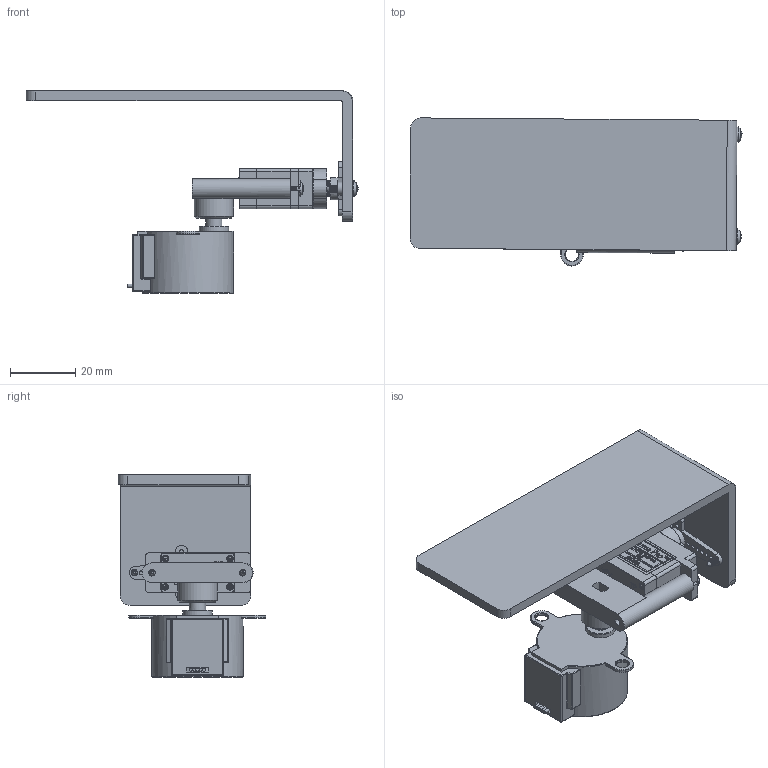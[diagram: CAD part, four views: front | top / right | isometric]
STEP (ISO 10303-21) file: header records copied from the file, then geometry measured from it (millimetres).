
FILE_DESCRIPTION(/* description */ (''),/* implementation_level */ '2;1');
FILE_NAME(/* name */ 'solar tracker v5.step',/* time_stamp */ '2022-03-11T01:51:50+01:00',/* author */ (''),/* organization */ (''),/* preprocessor_version */ 'ST-DEVELOPER v18.1',/* originating_system */ 'Autodesk Translation Framework v10.13.0.1454',/* authorisation */ '');
FILE_SCHEMA (('AUTOMOTIVE_DESIGN { 1 0 10303 214 3 1 1 }'));
Products named in the file (22): solar tracker; 28BYJ-48; 28BYJ48-5V; Componente2; Componente3; Componente4; Componente5; Componente6; Componente7; Componente8; PEZZO1; PEZZO1_1; SG90; SG90 - Micro Servo 9g - Tower Pro.1_Pea; SG90 - Micro Servo 9g - Tower Pro.4_Pea; SG90 - Micro Servo 9g - Tower Pro.5_BS EN ISO 7045 - M2 x 8 - Z - 8S; SG90 - Micro Servo 9g - Tower Pro.6_BS EN ISO 7045 - M2 x 4 - Z - 4S; PEZZO2; Componente1; VITE; VITE_1; SG90 - Micro Servo 9g - Tower Pro.5_BS EN ISO 7045 - M2 x 8 - Z - 8S_
1
Assembly tree (23 placements, depth 3):
  solar tracker
    28BYJ-48
      28BYJ48-5V
      Componente2
      Componente3
      Componente4
      Componente5
      Componente6
      Componente7
      Componente8
    PEZZO1
      PEZZO1_1
    SG90
      SG90 - Micro Servo 9g - Tower Pro.1_Pea
      SG90 - Micro Servo 9g - Tower Pro.4_Pea
      SG90 - Micro Servo 9g - Tower Pro.5_BS EN ISO 7045 - M2 x 8 - Z - 8S  x2
      SG90 - Micro Servo 9g - Tower Pro.6_BS EN ISO 7045 - M2 x 4 - Z - 4S
    PEZZO2
      Componente1
    VITE
      SG90 - Micro Servo 9g - Tower Pro.5_BS EN ISO 7045 - M2 x 8 - Z - 8S_
1
    VITE_1
      SG90 - Micro Servo 9g - Tower Pro.5_BS EN ISO 7045 - M2 x 8 - Z - 8S_
1
Bounding box: 101.81 x 45.36 x 62 mm (x, y, z)
Volume: 40243.8 mm3; surface area: 25303.6 mm2
Topology: 29 solids, 29 shells, 1391 faces, 4263 edges, 3056 vertices
Faces by surface type: plane 722, cylinder 354, cone 182, bspline 67, torus 54, sphere 12
Full cylindrical faces by diameter (mm): 0.2 x1, 0.5 x1, 1 x5, 1.2 x17, 1.6 x2, 1.8 x4, 2 x77, 2.1 x1, 3.1 x1, 4 x2, 4.6 x1, 4.8 x4, 5 x2, 6.9 x1, 9 x1, 12 x1, 28 x1
Entity records: 54549 total; most frequent: CARTESIAN_POINT 19148, ORIENTED_EDGE 7706, DIRECTION 6634, EDGE_CURVE 3853, VERTEX_POINT 2786, AXIS2_PLACEMENT_3D 2269, LINE 2096, VECTOR 2096
